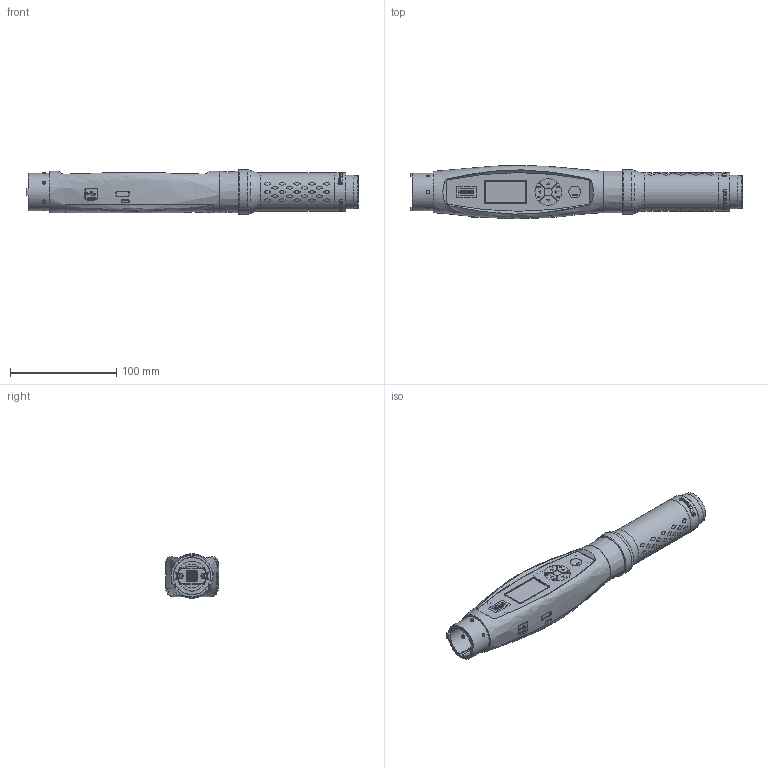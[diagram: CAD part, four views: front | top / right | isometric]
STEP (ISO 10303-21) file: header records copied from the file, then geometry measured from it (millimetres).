
FILE_DESCRIPTION( ( 'Unknown' ), '1' );
FILE_NAME( '8059093000.stp', 'Unknown', ( 'Unknown' ), ( 'Unknown' ), 'PSStep 10.1', 'Unknown', ' ' );
FILE_SCHEMA( ( 'automotive_design' ) );
Length unit declared in the file: millimetre
Products named in the file (35): Assem1; 244-108; 244-109 senza flat; 244-104; 21501; 32143 connettore; 54627; 244-112; 244-117; 244-118; 244-119; 244-119-oa3; 244-119-oa4; 244-110; 54639; 70505; 244-142; 50100; 244-178; 244-179; 4220230300; 4220232200; 244-102; 244-105; 32107; 32125; 32122; 244-101 fusione-oa0
Bounding box: 313 x 50 x 42 mm (x, y, z)
Surface area: 132173.5 mm2 (no closed solid volume)
Topology: 0 solids, 1840 shells, 1840 faces, 17214 edges, 17080 vertices
Faces by surface type: bspline 654, plane 548, cylinder 548, cone 54, torus 18, sphere 12, extrusion 6
Full cylindrical faces by diameter (mm): 1.8 x6, 2.4 x4, 2.5 x2, 2.9 x6, 3 x6, 3.4 x14, 5.5 x4, 6 x4, 25 x2, 27.7 x2, 29.8 x2, 30.8 x2, 32 x2, 35 x2, 36 x4, 42 x2
Entity records: 94917 total; most frequent: CARTESIAN_POINT 40521, DIRECTION 8944, ORIENTED_EDGE 8492, EDGE_CURVE 8492, VERTEX_POINT 8492, VECTOR 4444, LINE 4441, B_SPLINE_CURVE_WITH_KNOTS 2429
